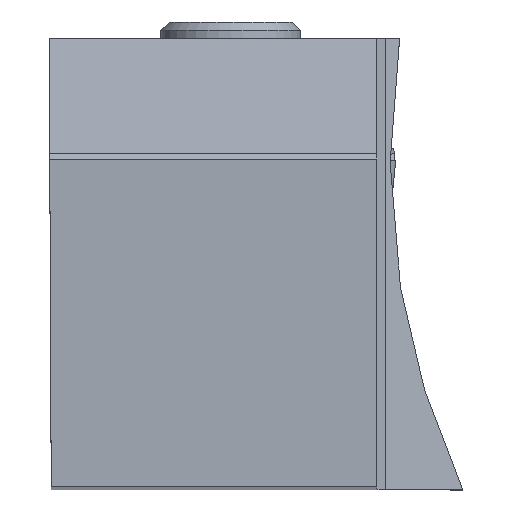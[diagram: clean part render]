
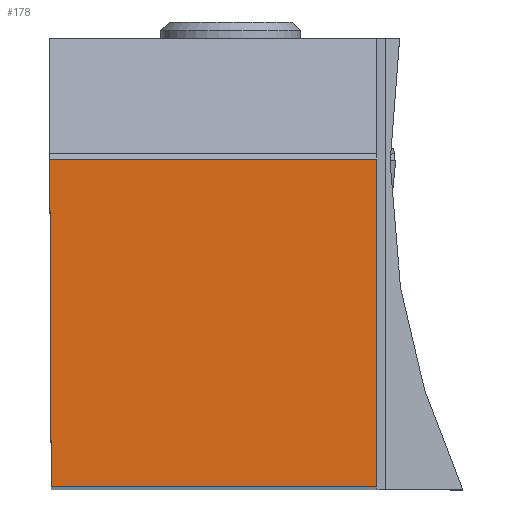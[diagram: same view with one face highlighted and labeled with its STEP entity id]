
A CAD part, top view. The second image highlights one B-rep face of the part: STEP entity #178.
In plain terms, the highlighted planar face has unit normal (0, 0, 1).
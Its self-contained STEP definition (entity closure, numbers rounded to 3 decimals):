
#178=ADVANCED_FACE('BLANK_BOXF006',(#285),#227,.F.);
#227=PLANE('',#1356);
#285=FACE_OUTER_BOUND('',#345,.T.);
#345=EDGE_LOOP('',(#604,#605,#606,#607));
#604=ORIENTED_EDGE('',*,*,#948,.T.);
#605=ORIENTED_EDGE('',*,*,#949,.T.);
#606=ORIENTED_EDGE('',*,*,#944,.T.);
#607=ORIENTED_EDGE('',*,*,#938,.T.);
#792=VERTEX_POINT('',#2312);
#793=VERTEX_POINT('',#2314);
#796=VERTEX_POINT('',#2325);
#799=VERTEX_POINT('',#2333);
#938=EDGE_CURVE('',#793,#792,#1058,.T.);
#944=EDGE_CURVE('',#796,#793,#1064,.T.);
#948=EDGE_CURVE('',#792,#799,#1068,.T.);
#949=EDGE_CURVE('',#799,#796,#1069,.T.);
#1058=LINE('',#2313,#1176);
#1064=LINE('',#2324,#1182);
#1068=LINE('',#2332,#1186);
#1069=LINE('',#2334,#1187);
#1176=VECTOR('',#1588,1.);
#1182=VECTOR('',#1598,1.);
#1186=VECTOR('',#1604,1.);
#1187=VECTOR('',#1605,1.);
#1356=AXIS2_PLACEMENT_3D('',#2335,#1606,#1607);
#1588=DIRECTION('',(1.,0.,0.));
#1598=DIRECTION('',(0.004,-1.,0.));
#1604=DIRECTION('',(0.,1.,0.));
#1605=DIRECTION('',(-1.,0.,0.));
#1606=DIRECTION('',(0.,0.,-1.));
#1607=DIRECTION('',(0.,-1.,0.));
#2312=CARTESIAN_POINT('',(19.875,0.,0.));
#2313=CARTESIAN_POINT('',(-125.55,0.,0.));
#2314=CARTESIAN_POINT('',(0.087,0.,0.));
#2324=CARTESIAN_POINT('',(-0.461,125.549,0.));
#2325=CARTESIAN_POINT('',(0.,19.875,0.));
#2332=CARTESIAN_POINT('',(19.875,-125.55,0.));
#2333=CARTESIAN_POINT('',(19.875,19.875,0.));
#2334=CARTESIAN_POINT('',(125.55,19.875,0.));
#2335=CARTESIAN_POINT('',(25.088,-5.,0.));
